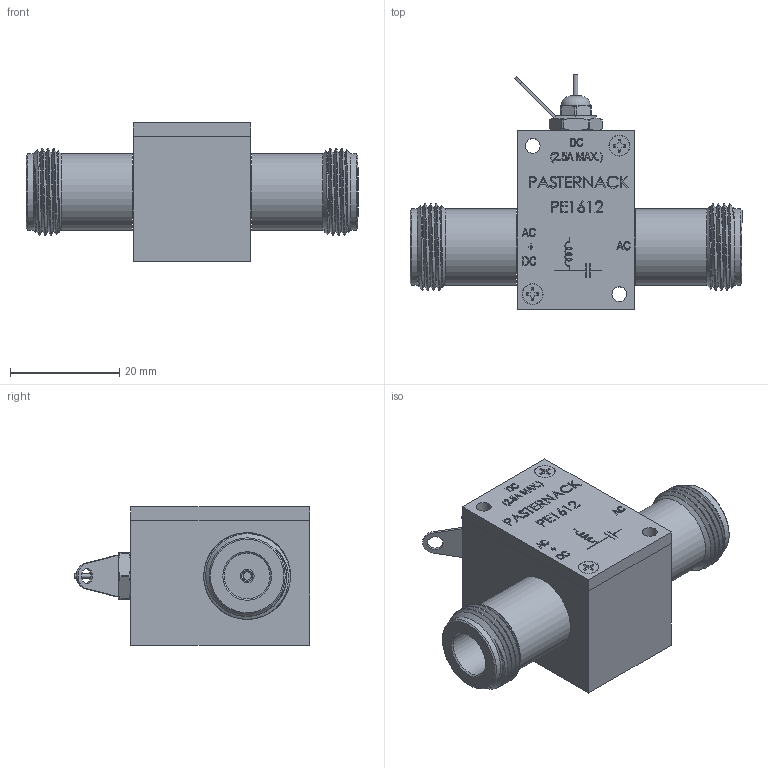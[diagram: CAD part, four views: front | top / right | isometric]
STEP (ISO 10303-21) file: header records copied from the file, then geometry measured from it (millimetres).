
FILE_DESCRIPTION (( 'STEP AP203' ), '1' );
FILE_NAME ('PE1612_3D.step', '2022-05-02T21:51:49', ( '' ), ( '' ), 'SwSTEP 2.0', 'SolidWorks 2021', '' );
FILE_SCHEMA (( 'CONFIG_CONTROL_DESIGN' ));
Length unit declared in the file: inch
Products named in the file (1): PE1612_3D
Bounding box: 60.83 x 43.06 x 25.4 mm (x, y, z)
Volume: 23068.9 mm3; surface area: 8179.4 mm2
Topology: 1 solids, 3 shells, 706 faces, 1843 edges, 1220 vertices
Faces by surface type: plane 437, bspline 145, cylinder 71, cone 52, torus 1
Full cylindrical faces by diameter (mm): 0.846 x1, 1.84 x1, 2.008 x1, 2.705 x2, 2.857 x1, 3.81 x2, 6.604 x2, 8.382 x2, 8.891 x2, 13.971 x4
Entity records: 32409 total; most frequent: CARTESIAN_POINT 16168, ORIENTED_EDGE 3598, DIRECTION 2744, EDGE_CURVE 1799, LINE 1210, VECTOR 1210, VERTEX_POINT 1205, EDGE_LOOP 818
